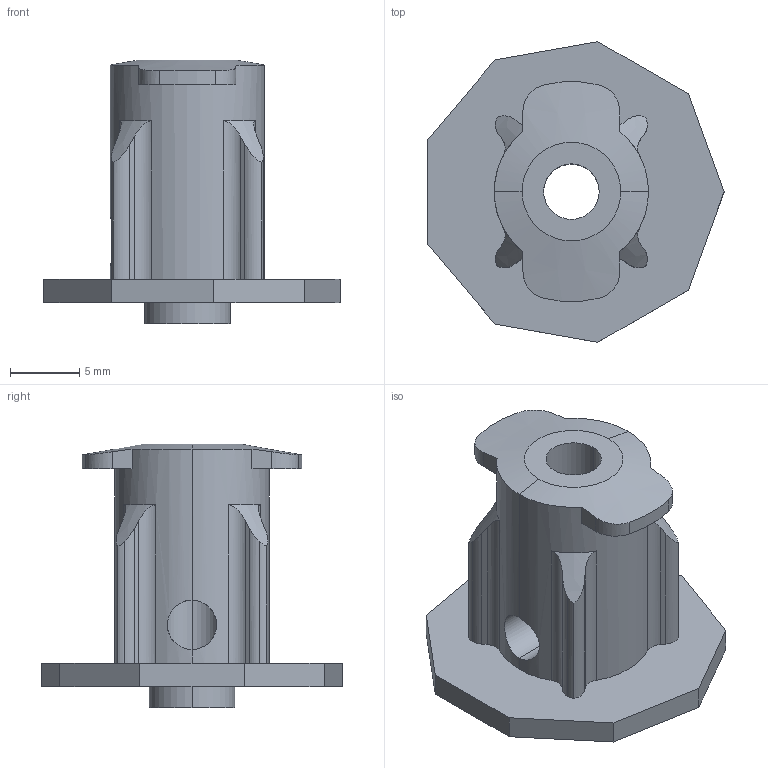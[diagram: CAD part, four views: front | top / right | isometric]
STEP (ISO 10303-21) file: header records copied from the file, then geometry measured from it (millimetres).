
FILE_DESCRIPTION (( 'STEP AP214' ), '1' );
FILE_NAME ('Twist_Hub_4mmx075_R2.STEP', '2020-07-29T20:10:22', ( 'Kurtis' ), ( '' ), 'SwSTEP 2.0', 'SolidWorks 2015', '' );
FILE_SCHEMA (( 'AUTOMOTIVE_DESIGN' ));
Length unit declared in the file: inch
Products named in the file (1): Twist_Hub_4mmx075_R2
Bounding box: 21.34 x 21.67 x 19 mm (x, y, z)
Volume: 2047.4 mm3; surface area: 1788.6 mm2
Topology: 1 solids, 1 shells, 67 faces, 189 edges, 124 vertices
Faces by surface type: cylinder 34, plane 27, cone 6
Entity records: 3332 total; most frequent: CARTESIAN_POINT 705, ORIENTED_EDGE 378, DIRECTION 339, EDGE_CURVE 189, VERTEX_POINT 124, AXIS2_PLACEMENT_3D 122, VECTOR 95, LINE 95
